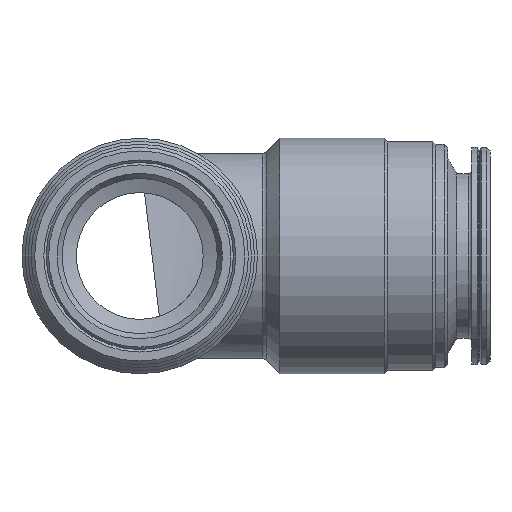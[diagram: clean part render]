
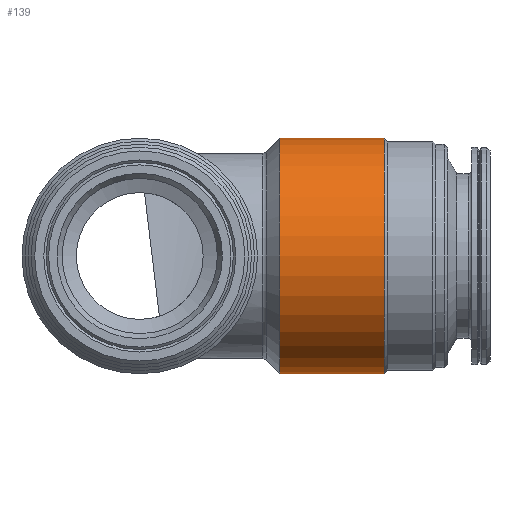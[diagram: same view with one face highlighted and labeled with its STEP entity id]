
A CAD part, left-side view. The second image highlights one B-rep face of the part: STEP entity #139.
In plain terms, the highlighted cylindrical face has radius 9.75 mm (diameter 19.5 mm), a full revolution.
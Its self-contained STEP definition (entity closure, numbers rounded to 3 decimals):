
#139 = ADVANCED_FACE( 'NONE', ( #353, #354 ), #355, .T. );
#353 = FACE_OUTER_BOUND( '', #776, .T. );
#354 = FACE_OUTER_BOUND( '', #777, .T. );
#355 = CYLINDRICAL_SURFACE( '', #778, 9.75 );
#776 = EDGE_LOOP( '', ( #1162 ) );
#777 = EDGE_LOOP( '', ( #1163 ) );
#778 = AXIS2_PLACEMENT_3D( '', #1164, #1165, #1166 );
#1162 = ORIENTED_EDGE( '', *, *, #1289, .F. );
#1163 = ORIENTED_EDGE( '', *, *, #1329, .T. );
#1164 = CARTESIAN_POINT( '', ( 0., 5.565, 0. ) );
#1165 = DIRECTION( '', ( 0., -1., 0. ) );
#1166 = DIRECTION( '', ( 0., 0., 1. ) );
#1289 = EDGE_CURVE( 'NONE', #1398, #1398, #1399, .T. );
#1329 = EDGE_CURVE( 'NONE', #1478, #1478, #1479, .T. );
#1398 = VERTEX_POINT( '', #1738 );
#1399 = CIRCLE( '', #1739, 9.75 );
#1478 = VERTEX_POINT( '', #1838 );
#1479 = CIRCLE( '', #1839, 9.75 );
#1738 = CARTESIAN_POINT( '', ( 9.75, -11.604, 0. ) );
#1739 = AXIS2_PLACEMENT_3D( '', #1941, #1942, #1943 );
#1838 = CARTESIAN_POINT( '', ( 0., -20.25, 9.75 ) );
#1839 = AXIS2_PLACEMENT_3D( '', #2055, #2056, #2057 );
#1941 = CARTESIAN_POINT( '', ( 0., -11.604, 0. ) );
#1942 = DIRECTION( '', ( 0., 1., 0. ) );
#1943 = DIRECTION( '', ( 1., 0., 0. ) );
#2055 = CARTESIAN_POINT( '', ( 0., -20.25, 0. ) );
#2056 = DIRECTION( '', ( 0., 1., 0. ) );
#2057 = DIRECTION( '', ( 0., 0., 1. ) );
